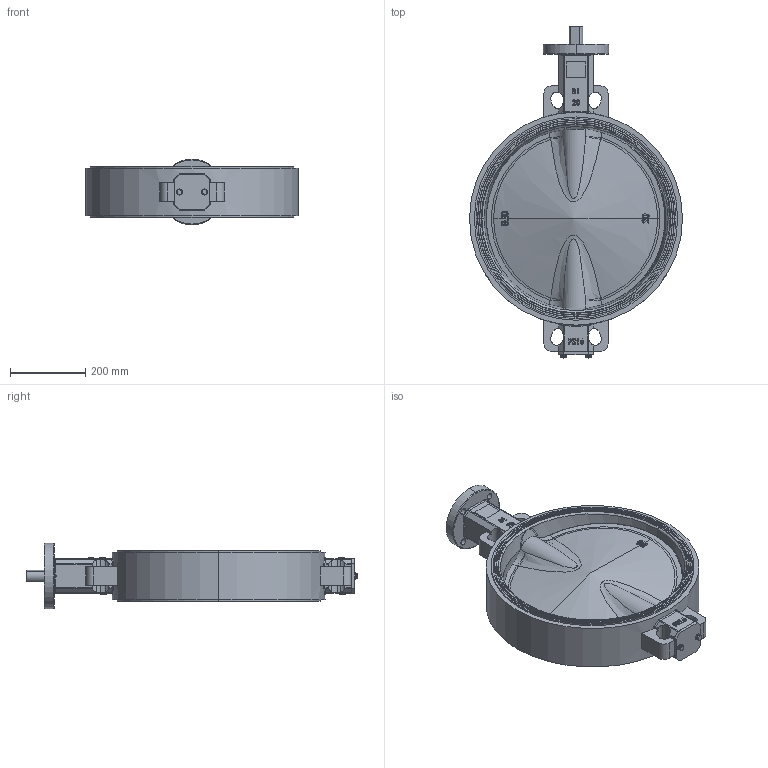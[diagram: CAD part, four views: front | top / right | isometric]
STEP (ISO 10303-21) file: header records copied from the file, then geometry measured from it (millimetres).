
FILE_DESCRIPTION (( 'STEP AP214' ), '1' );
FILE_NAME ('B20W-SX-PN10-DN500-00装配体卡簧.STEP', '2022-10-08T06:18:34', ( '微软用户' ), ( '微软中国' ), 'SwSTEP 2.0', 'SolidWorks 2021', '' );
FILE_SCHEMA (( 'AUTOMOTIVE_DESIGN' ));
Length unit declared in the file: millimetre
Products named in the file (18): B20W-SX-PN10-DN500-08傻粣杶; B20W-SX-PN10-DN500-01概极縐銅; spring lock washers--normal type gb_GB_FASTENER_WASHER_SW 8; B20W-SX-PN10-DN500-04概釱; hex head bolts-full thread grade c gb_GB_FASTENER_BOLT_HHBFTC M8X16-N; B20W-SX-PN10-DN500-10躇猾蝶杶; B20W-SX-PN10-DN500-07底端O形圈; B20W-SX-PN10-DN500-03B狟概粣; B20W-SX-PN10-DN500-09酗粣杶; B20W-SX-PN10-DN500-00蚾饜极縐銅; B20W-SX-PN10-DN500-11沺え; roundwire snap rings for shaft gb_GB_CONNECTING_PIECE_RINGS_RSRS 38; B20W-SX-PN10-DN500-02概啣; B20W-SX-PN10-DN500-13謂蚚縐銅; B20W-SX-PN10-DN500-03A奻概粣; B20W-SX-PN10-DN500-12粣蚚縐銅; B20W-SX-PN10-DN500-06菁傷裔; plain washers--product grade c gb_GB_FASTENER_WASHER_SMWC 8
Assembly tree (25 placements, depth 2):
  B20W-SX-PN10-DN500-00蚾饜极縐銅
    B20W-SX-PN10-DN500-01概极縐銅
    B20W-SX-PN10-DN500-04概釱
    B20W-SX-PN10-DN500-02概啣
    B20W-SX-PN10-DN500-03B狟概粣
    roundwire snap rings for shaft gb_GB_CONNECTING_PIECE_RINGS_RSRS 38
    B20W-SX-PN10-DN500-06菁傷裔
    B20W-SX-PN10-DN500-07底端O形圈
    plain washers--product grade c gb_GB_FASTENER_WASHER_SMWC 8  x2
    spring lock washers--normal type gb_GB_FASTENER_WASHER_SW 8  x2
    hex head bolts-full thread grade c gb_GB_FASTENER_BOLT_HHBFTC M8X16-N  x2
    B20W-SX-PN10-DN500-03A奻概粣
    B20W-SX-PN10-DN500-08傻粣杶  x4
    B20W-SX-PN10-DN500-09酗粣杶  x2
    B20W-SX-PN10-DN500-10躇猾蝶杶
    B20W-SX-PN10-DN500-11沺え  x2
    B20W-SX-PN10-DN500-12粣蚚縐銅
    B20W-SX-PN10-DN500-13謂蚚縐銅
Bounding box: 568 x 885.2 x 175 mm (x, y, z)
Volume: 15940322.3 mm3; surface area: 2201899.8 mm2
Topology: 25 solids, 25 shells, 1107 faces, 2734 edges, 1711 vertices
Faces by surface type: plane 394, cylinder 297, bspline 180, cone 119, torus 113, sphere 4
Entity records: 51516 total; most frequent: CARTESIAN_POINT 24299, ORIENTED_EDGE 4952, DIRECTION 4450, EDGE_CURVE 2476, AXIS2_PLACEMENT_3D 1641, VERTEX_POINT 1577, LINE 1168, VECTOR 1168
